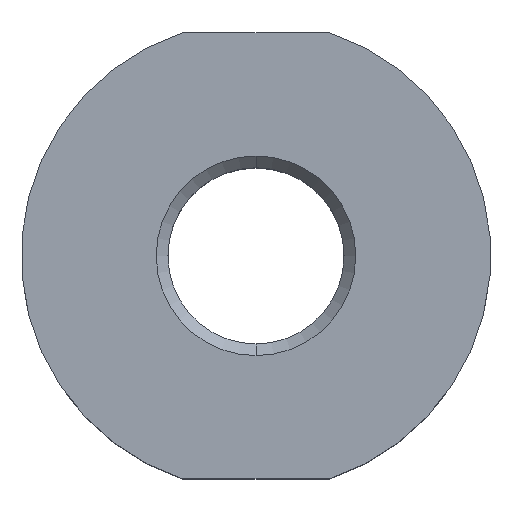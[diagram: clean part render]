
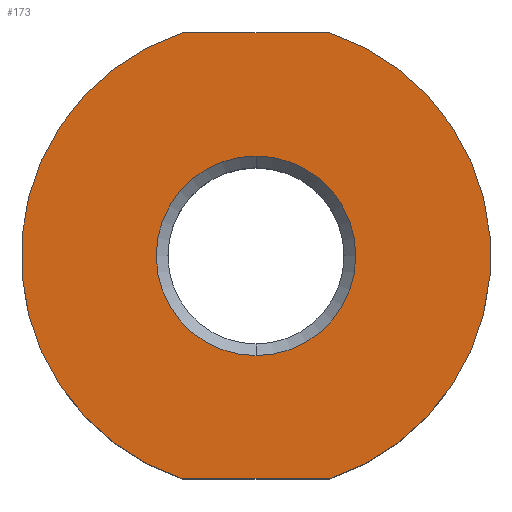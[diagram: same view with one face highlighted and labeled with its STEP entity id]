
A CAD part, top view. The second image highlights one B-rep face of the part: STEP entity #173.
In plain terms, the highlighted planar face has unit normal (0, 0, 1).
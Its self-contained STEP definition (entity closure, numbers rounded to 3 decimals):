
#58 = EDGE_CURVE ( 'NONE', #244, #740, #196, .T. ) ;
#61 = DIRECTION ( 'NONE',  ( 0., 0., -1. ) ) ;
#70 = CARTESIAN_POINT ( 'NONE',  ( 0., 0., 0. ) ) ;
#87 = DIRECTION ( 'NONE',  ( 0., 0., -1. ) ) ;
#93 = VERTEX_POINT ( 'NONE', #765 ) ;
#107 = CARTESIAN_POINT ( 'NONE',  ( -20., 19., 0. ) ) ;
#118 = CARTESIAN_POINT ( 'NONE',  ( 0., 0., 0. ) ) ;
#156 = CARTESIAN_POINT ( 'NONE',  ( -6.245, 19., 0. ) ) ;
#160 = VERTEX_POINT ( 'NONE', #156 ) ;
#163 = DIRECTION ( 'NONE',  ( 0., 1., 0. ) ) ;
#173 = ADVANCED_FACE ( 'NONE', ( #182, #728 ), #656, .T. ) ;
#176 = AXIS2_PLACEMENT_3D ( 'NONE', #118, #61, #557 ) ;
#182 = FACE_BOUND ( 'NONE', #760, .T. ) ;
#191 = VERTEX_POINT ( 'NONE', #654 ) ;
#196 = CIRCLE ( 'NONE', #593, 8.5 ) ;
#204 = DIRECTION ( 'NONE',  ( 0., -1., 0. ) ) ;
#229 = EDGE_CURVE ( 'NONE', #160, #397, #599, .T. ) ;
#244 = VERTEX_POINT ( 'NONE', #277 ) ;
#261 = AXIS2_PLACEMENT_3D ( 'NONE', #278, #722, #163 ) ;
#277 = CARTESIAN_POINT ( 'NONE',  ( 0., -8.5, 0. ) ) ;
#278 = CARTESIAN_POINT ( 'NONE',  ( 0., 0., 0. ) ) ;
#283 = CARTESIAN_POINT ( 'NONE',  ( 0., 8.5, 0. ) ) ;
#321 = DIRECTION ( 'NONE',  ( 0., 1., 0. ) ) ;
#329 = CARTESIAN_POINT ( 'NONE',  ( 0., 0., 0. ) ) ;
#345 = VECTOR ( 'NONE', #419, 1000. ) ;
#360 = CARTESIAN_POINT ( 'NONE',  ( 6.245, 19., 0. ) ) ;
#375 = DIRECTION ( 'NONE',  ( 1., 0., 0. ) ) ;
#397 = VERTEX_POINT ( 'NONE', #360 ) ;
#407 = DIRECTION ( 'NONE',  ( 0., 0., 1. ) ) ;
#418 = EDGE_CURVE ( 'NONE', #740, #244, #685, .T. ) ;
#419 = DIRECTION ( 'NONE',  ( 1., 0., 0. ) ) ;
#440 = DIRECTION ( 'NONE',  ( 0., 0., -1. ) ) ;
#448 = EDGE_CURVE ( 'NONE', #93, #160, #815, .T. ) ;
#506 = EDGE_LOOP ( 'NONE', ( #556, #609, #534, #589 ) ) ;
#508 = CARTESIAN_POINT ( 'NONE',  ( -20., -19., 0. ) ) ;
#517 = ORIENTED_EDGE ( 'NONE', *, *, #418, .T. ) ;
#534 = ORIENTED_EDGE ( 'NONE', *, *, #229, .F. ) ;
#556 = ORIENTED_EDGE ( 'NONE', *, *, #559, .T. ) ;
#557 = DIRECTION ( 'NONE',  ( 0., -1., 0. ) ) ;
#559 = EDGE_CURVE ( 'NONE', #93, #191, #813, .T. ) ;
#568 = AXIS2_PLACEMENT_3D ( 'NONE', #70, #440, #321 ) ;
#589 = ORIENTED_EDGE ( 'NONE', *, *, #448, .F. ) ;
#590 = CARTESIAN_POINT ( 'NONE',  ( 0., 20., 0. ) ) ;
#593 = AXIS2_PLACEMENT_3D ( 'NONE', #329, #87, #204 ) ;
#599 = LINE ( 'NONE', #107, #345 ) ;
#609 = ORIENTED_EDGE ( 'NONE', *, *, #714, .F. ) ;
#654 = CARTESIAN_POINT ( 'NONE',  ( 6.245, -19., 0. ) ) ;
#656 = PLANE ( 'NONE',  #797 ) ;
#670 = ORIENTED_EDGE ( 'NONE', *, *, #58, .T. ) ;
#681 = CIRCLE ( 'NONE', #261, 20. ) ;
#685 = CIRCLE ( 'NONE', #176, 8.5 ) ;
#713 = DIRECTION ( 'NONE',  ( 0., -1., 0. ) ) ;
#714 = EDGE_CURVE ( 'NONE', #397, #191, #681, .T. ) ;
#722 = DIRECTION ( 'NONE',  ( 0., 0., -1. ) ) ;
#728 = FACE_OUTER_BOUND ( 'NONE', #506, .T. ) ;
#738 = VECTOR ( 'NONE', #375, 1000. ) ;
#740 = VERTEX_POINT ( 'NONE', #283 ) ;
#760 = EDGE_LOOP ( 'NONE', ( #670, #517 ) ) ;
#765 = CARTESIAN_POINT ( 'NONE',  ( -6.245, -19., 0. ) ) ;
#797 = AXIS2_PLACEMENT_3D ( 'NONE', #590, #407, #713 ) ;
#813 = LINE ( 'NONE', #508, #738 ) ;
#815 = CIRCLE ( 'NONE', #568, 20. ) ;
